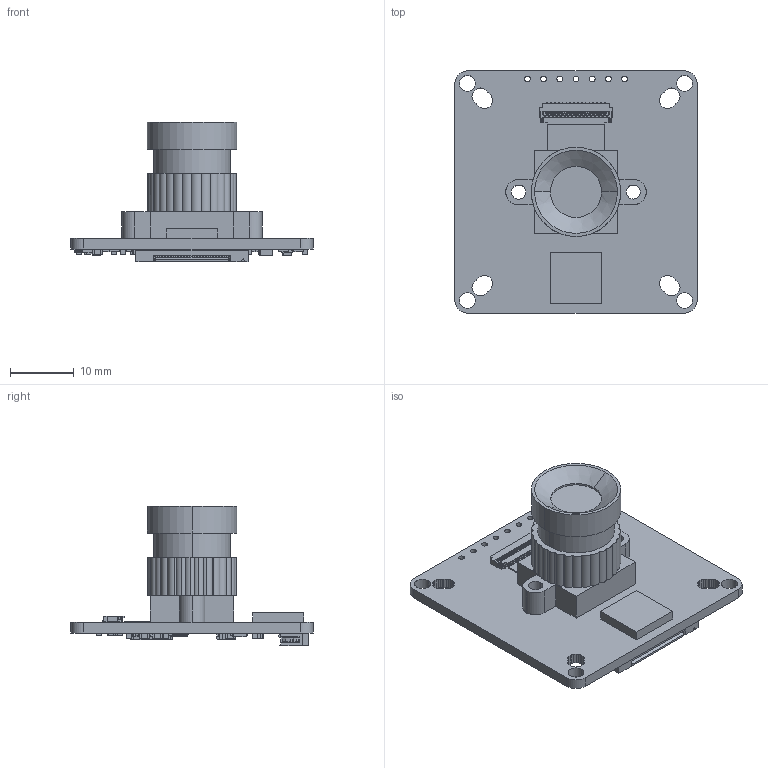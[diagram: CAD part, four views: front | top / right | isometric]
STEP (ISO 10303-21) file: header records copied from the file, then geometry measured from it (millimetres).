
FILE_DESCRIPTION (( 'STEP AP214' ), '1' );
FILE_NAME ('b0348.STEP', '2022-08-11T07:26:31', ( '' ), ( '' ), 'SwSTEP 2.0', 'SolidWorks 2021', '' );
FILE_SCHEMA (( 'AUTOMOTIVE_DESIGN' ));
Length unit declared in the file: millimetre
Products named in the file (1): b0348
Bounding box: 38 x 38 x 21.86 mm (x, y, z)
Volume: 5246.1 mm3; surface area: 5703.6 mm2
Topology: 76 solids, 76 shells, 5096 faces, 13795 edges, 8742 vertices
Faces by surface type: plane 3195, bspline 876, cylinder 839, sphere 180, torus 4, cone 2
Entity records: 280307 total; most frequent: CARTESIAN_POINT 102186, ORIENTED_EDGE 27142, DIRECTION 22021, EDGE_CURVE 13571, LINE 10203, VECTOR 10203, VERTEX_POINT 8742, AXIS2_PLACEMENT_3D 5909
